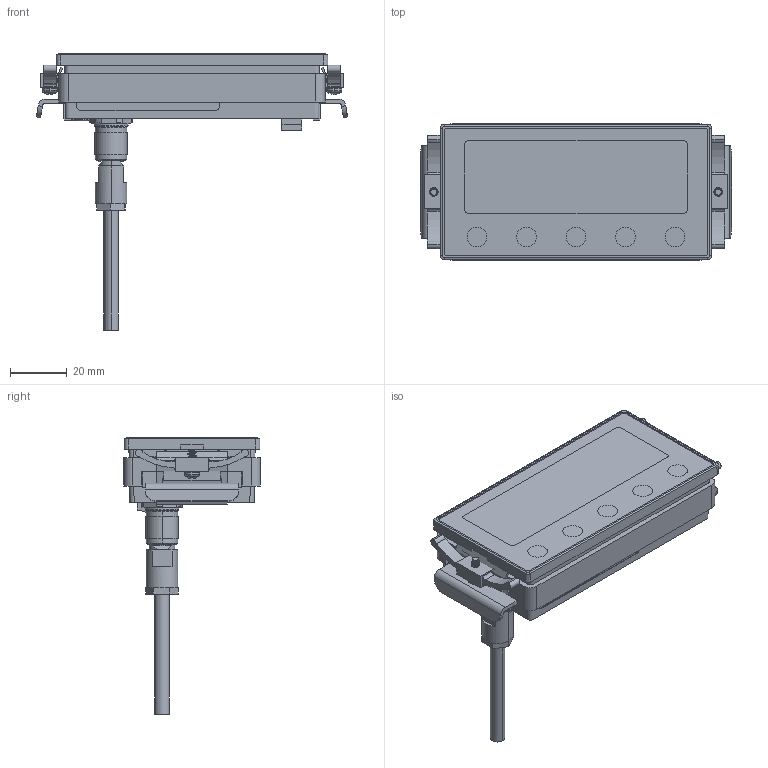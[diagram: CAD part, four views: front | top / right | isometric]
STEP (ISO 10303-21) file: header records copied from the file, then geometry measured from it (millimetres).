
FILE_DESCRIPTION (( 'STEP AP214' ), '1' );
FILE_NAME ('IZ17E-000-6-xx,x-1.STEP', '2013-05-07T11:20:44', ( '' ), ( '' ), 'SwSTEP 2.0', 'SolidWorks 2013', '' );
FILE_SCHEMA (( 'AUTOMOTIVE_DESIGN' ));
Length unit declared in the file: millimetre
Products named in the file (5): Binder 99-0421-00-07-1^IZ17E-000-6-xx,x-1; Group6^IZ17E-000-6-xx,x-1; Group2^IZ17E-000-6-xx,x-1; Group1^IZ17E-000-6-xx,x-1; IZ17E-000-6-xx,x-1
Assembly tree (4 placements, depth 2):
  IZ17E-000-6-xx,x-1
    Group1^IZ17E-000-6-xx,x-1
    Group2^IZ17E-000-6-xx,x-1
    Group6^IZ17E-000-6-xx,x-1
    Binder 99-0421-00-07-1^IZ17E-000-6-xx,x-1
Bounding box: 110 x 48.4 x 97.59 mm (x, y, z)
Volume: 102727.6 mm3; surface area: 30622.9 mm2
Topology: 5 solids, 5 shells, 807 faces, 2106 edges, 1365 vertices
Faces by surface type: plane 440, cylinder 239, bspline 78, cone 29, torus 21
Entity records: 42352 total; most frequent: CARTESIAN_POINT 19368, ORIENTED_EDGE 4208, DIRECTION 3689, EDGE_CURVE 2104, VERTEX_POINT 1365, AXIS2_PLACEMENT_3D 1243, LINE 1203, VECTOR 1203
